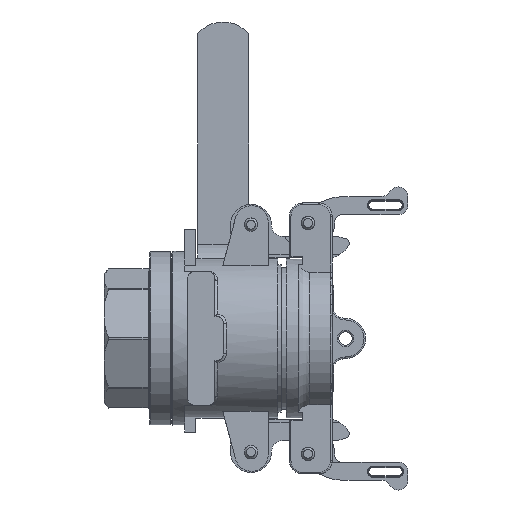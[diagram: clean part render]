
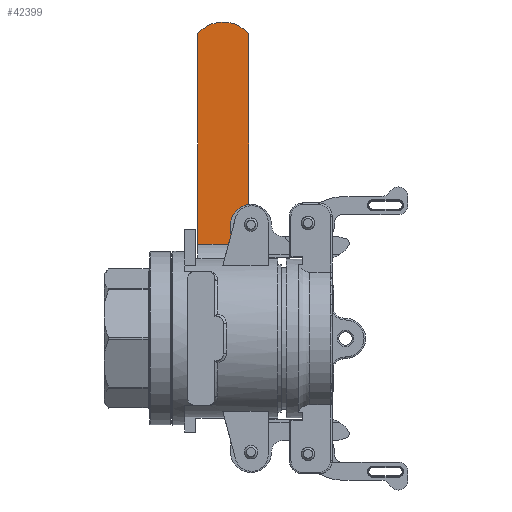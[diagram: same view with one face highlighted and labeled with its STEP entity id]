
A CAD part, front view. The second image highlights one B-rep face of the part: STEP entity #42399.
In plain terms, the highlighted planar face has unit normal (0, -1, 0).
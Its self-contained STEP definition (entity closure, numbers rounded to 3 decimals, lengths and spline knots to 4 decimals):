
#950=PLANE('',#45227);
#5034=LINE('',#80133,#8366);
#5047=LINE('',#80166,#8379);
#5053=LINE('',#80186,#8385);
#8366=VECTOR('',#51094,0.3937);
#8379=VECTOR('',#51119,0.3937);
#8385=VECTOR('',#51143,0.3937);
#13221=FACE_OUTER_BOUND('',#15811,.T.);
#15811=EDGE_LOOP('',(#34882,#34883,#34884,#34885));
#17834=CIRCLE('',#45228,0.625);
#20512=VERTEX_POINT('',#80130);
#20513=VERTEX_POINT('',#80132);
#20526=VERTEX_POINT('',#80163);
#20527=VERTEX_POINT('',#80165);
#25603=EDGE_CURVE('',#20512,#20513,#5034,.T.);
#25620=EDGE_CURVE('',#20526,#20527,#5047,.T.);
#25631=EDGE_CURVE('',#20527,#20512,#5053,.T.);
#25633=EDGE_CURVE('',#20526,#20513,#17834,.T.);
#34882=ORIENTED_EDGE('',*,*,#25631,.F.);
#34883=ORIENTED_EDGE('',*,*,#25620,.F.);
#34884=ORIENTED_EDGE('',*,*,#25633,.T.);
#34885=ORIENTED_EDGE('',*,*,#25603,.F.);
#42399=ADVANCED_FACE('',(#13221),#950,.T.);
#45227=AXIS2_PLACEMENT_3D('',#80188,#51145,#51146);
#45228=AXIS2_PLACEMENT_3D('',#80189,#51147,#51148);
#51094=DIRECTION('',(-1.,0.,0.));
#51119=DIRECTION('',(1.,0.,0.));
#51143=DIRECTION('',(0.,0.,-1.));
#51145=DIRECTION('center_axis',(0.,-1.,0.));
#51146=DIRECTION('ref_axis',(1.,0.,0.));
#51147=DIRECTION('center_axis',(0.,-1.,0.));
#51148=DIRECTION('ref_axis',(0.65,0.,0.76));
#80130=CARTESIAN_POINT('',(-2.3892,0.86,-0.475));
#80132=CARTESIAN_POINT('',(-6.3212,0.86,-0.475));
#80133=CARTESIAN_POINT('',(-2.1821,0.86,-0.475));
#80163=CARTESIAN_POINT('',(-6.3212,0.86,0.475));
#80165=CARTESIAN_POINT('',(-2.3892,0.86,0.475));
#80166=CARTESIAN_POINT('',(-2.1821,0.86,0.475));
#80186=CARTESIAN_POINT('',(-2.3892,0.86,0.));
#80188=CARTESIAN_POINT('Origin',(-6.54,0.86,0.));
#80189=CARTESIAN_POINT('Origin',(-5.915,0.86,0.));
